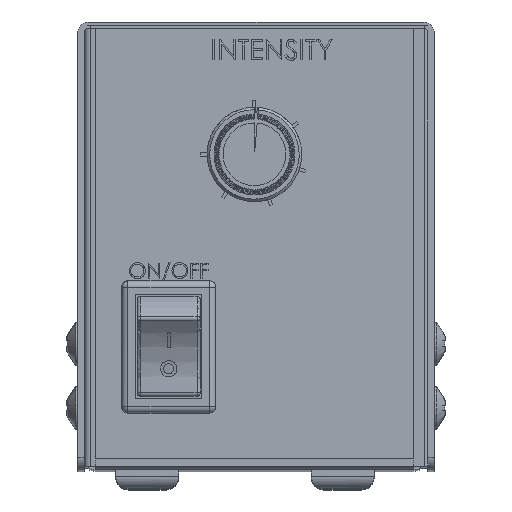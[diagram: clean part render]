
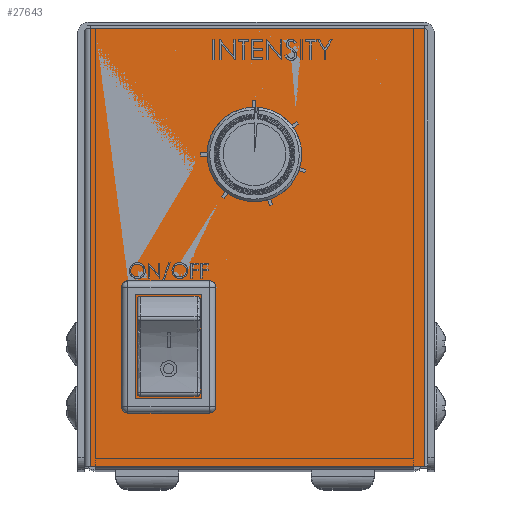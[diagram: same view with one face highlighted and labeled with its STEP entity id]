
A CAD part, top view. The second image highlights one B-rep face of the part: STEP entity #27643.
In plain terms, the highlighted planar face has unit normal (0, 0, 1).
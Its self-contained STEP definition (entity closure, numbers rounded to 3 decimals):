
#8430 = CARTESIAN_POINT ( 'NONE',  ( -47.276, -19.697, 103.269 ) ) ;
#8474 = CARTESIAN_POINT ( 'NONE',  ( 5.724, -19.697, 103.269 ) ) ;
#8491 = CARTESIAN_POINT ( 'NONE',  ( 5.724, 50.303, 103.269 ) ) ;
#8515 = CARTESIAN_POINT ( 'NONE',  ( -47.276, 50.303, 103.269 ) ) ;
#8800 = DIRECTION ( 'NONE',  ( 0., 0., -1. ) ) ;
#8801 = CARTESIAN_POINT ( 'NONE',  ( -48.276, 50.303, 103.269 ) ) ;
#8804 = DIRECTION ( 'NONE',  ( -1., 0., 0. ) ) ;
#8807 = FACE_OUTER_BOUND ( 'NONE', #27343, .T. ) ;
#8826 = PLANE ( 'NONE',  #19459 ) ;
#10487 = LINE ( 'NONE', #10495, #19520 ) ;
#10495 = CARTESIAN_POINT ( 'NONE',  ( 6.724, -19.697, 103.269 ) ) ;
#10508 = DIRECTION ( 'NONE',  ( -1., 0., 0. ) ) ;
#13910 = ORIENTED_EDGE ( 'NONE', *, *, #18593, .F. ) ;
#13921 = ORIENTED_EDGE ( 'NONE', *, *, #18625, .F. ) ;
#13950 = ORIENTED_EDGE ( 'NONE', *, *, #27793, .F. ) ;
#13964 = ORIENTED_EDGE ( 'NONE', *, *, #18620, .T. ) ;
#18593 = EDGE_CURVE ( 'NONE', #26241, #26275, #22910, .T. ) ;
#18620 = EDGE_CURVE ( 'NONE', #26266, #26275, #23107, .T. ) ;
#18625 = EDGE_CURVE ( 'NONE', #26266, #26296, #23185, .T. ) ;
#19459 = AXIS2_PLACEMENT_3D ( 'NONE', #8801, #8800, #8804 ) ;
#19520 = VECTOR ( 'NONE', #10508, 1000. ) ;
#20277 = VECTOR ( 'NONE', #22914, 1000. ) ;
#20402 = VECTOR ( 'NONE', #23161, 1000. ) ;
#20428 = VECTOR ( 'NONE', #23228, 1000. ) ;
#22910 = LINE ( 'NONE', #22912, #20277 ) ;
#22912 = CARTESIAN_POINT ( 'NONE',  ( -47.276, 50.303, 103.269 ) ) ;
#22914 = DIRECTION ( 'NONE',  ( 0., 1., 0. ) ) ;
#23107 = LINE ( 'NONE', #23249, #20428 ) ;
#23161 = DIRECTION ( 'NONE',  ( 0., -1., 0. ) ) ;
#23185 = LINE ( 'NONE', #23230, #20402 ) ;
#23228 = DIRECTION ( 'NONE',  ( -1., 0., 0. ) ) ;
#23230 = CARTESIAN_POINT ( 'NONE',  ( 5.724, 50.303, 103.269 ) ) ;
#23249 = CARTESIAN_POINT ( 'NONE',  ( 6.724, 50.303, 103.269 ) ) ;
#26241 = VERTEX_POINT ( 'NONE', #8430 ) ;
#26266 = VERTEX_POINT ( 'NONE', #8491 ) ;
#26275 = VERTEX_POINT ( 'NONE', #8515 ) ;
#26296 = VERTEX_POINT ( 'NONE', #8474 ) ;
#27343 = EDGE_LOOP ( 'NONE', ( #13910, #13950, #13921, #13964 ) ) ;
#27643 = ADVANCED_FACE ( 'NONE', ( #8807 ), #8826, .F. ) ;
#27793 = EDGE_CURVE ( 'NONE', #26296, #26241, #10487, .T. ) ;
